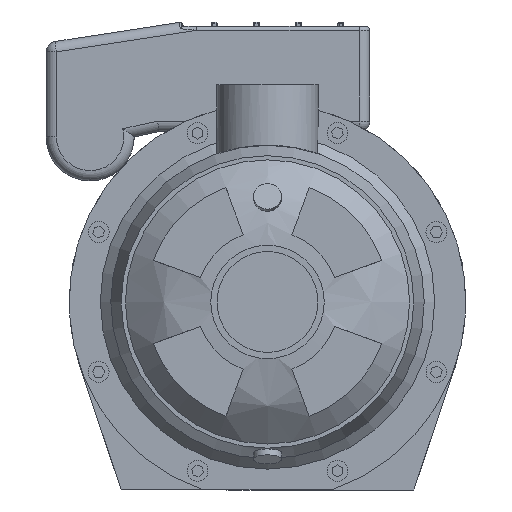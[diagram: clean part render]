
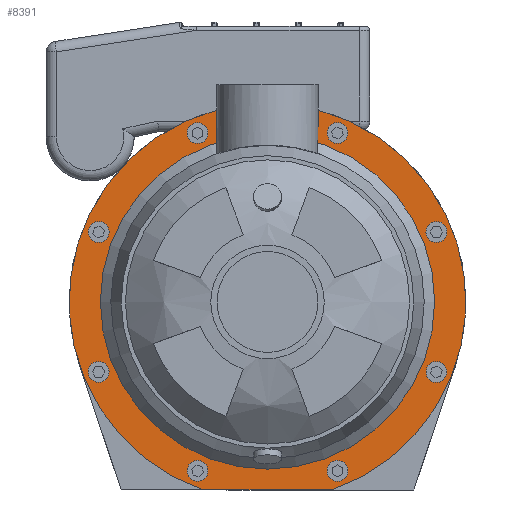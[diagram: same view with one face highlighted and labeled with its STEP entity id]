
A CAD part, left-side view. The second image highlights one B-rep face of the part: STEP entity #8391.
In plain terms, the highlighted planar face has unit normal (-1, 0, 0).
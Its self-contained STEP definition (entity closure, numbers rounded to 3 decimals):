
#211=FACE_BOUND('',#1442,.T.);
#212=FACE_BOUND('',#1443,.T.);
#213=FACE_BOUND('',#1444,.T.);
#214=FACE_BOUND('',#1445,.T.);
#215=FACE_BOUND('',#1446,.T.);
#216=FACE_BOUND('',#1447,.T.);
#217=FACE_BOUND('',#1448,.T.);
#218=FACE_BOUND('',#1449,.T.);
#219=FACE_BOUND('',#1450,.T.);
#246=CIRCLE('',#8867,5.);
#248=CIRCLE('',#8871,5.);
#250=CIRCLE('',#8875,5.);
#252=CIRCLE('',#8879,5.);
#254=CIRCLE('',#8883,5.);
#256=CIRCLE('',#8887,5.);
#258=CIRCLE('',#8891,5.);
#260=CIRCLE('',#8902,5.);
#293=CIRCLE('',#8968,80.);
#294=CIRCLE('',#8970,95.);
#894=FACE_OUTER_BOUND('',#1441,.T.);
#1441=EDGE_LOOP('',(#5860,#5861));
#1442=EDGE_LOOP('',(#5862));
#1443=EDGE_LOOP('',(#5863));
#1444=EDGE_LOOP('',(#5864));
#1445=EDGE_LOOP('',(#5865));
#1446=EDGE_LOOP('',(#5866));
#1447=EDGE_LOOP('',(#5867));
#1448=EDGE_LOOP('',(#5868));
#1449=EDGE_LOOP('',(#5869));
#1450=EDGE_LOOP('',(#5870));
#2034=LINE('',#12644,#2788);
#2788=VECTOR('',#10048,60.828);
#3483=VERTEX_POINT('',#12559);
#3485=VERTEX_POINT('',#12565);
#3487=VERTEX_POINT('',#12571);
#3489=VERTEX_POINT('',#12577);
#3491=VERTEX_POINT('',#12583);
#3493=VERTEX_POINT('',#12589);
#3495=VERTEX_POINT('',#12595);
#3509=VERTEX_POINT('',#12638);
#3510=VERTEX_POINT('',#12642);
#3511=VERTEX_POINT('',#12643);
#3553=VERTEX_POINT('',#13011);
#4335=EDGE_CURVE('',#3483,#3483,#246,.T.);
#4337=EDGE_CURVE('',#3485,#3485,#248,.T.);
#4339=EDGE_CURVE('',#3487,#3487,#250,.T.);
#4341=EDGE_CURVE('',#3489,#3489,#252,.T.);
#4343=EDGE_CURVE('',#3491,#3491,#254,.T.);
#4345=EDGE_CURVE('',#3493,#3493,#256,.T.);
#4347=EDGE_CURVE('',#3495,#3495,#258,.T.);
#4367=EDGE_CURVE('',#3509,#3509,#260,.T.);
#4368=EDGE_CURVE('',#3510,#3511,#2034,.T.);
#4424=EDGE_CURVE('',#3553,#3553,#293,.T.);
#4425=EDGE_CURVE('',#3510,#3511,#294,.T.);
#5860=ORIENTED_EDGE('',*,*,#4368,.T.);
#5861=ORIENTED_EDGE('',*,*,#4425,.F.);
#5862=ORIENTED_EDGE('',*,*,#4335,.T.);
#5863=ORIENTED_EDGE('',*,*,#4337,.T.);
#5864=ORIENTED_EDGE('',*,*,#4339,.T.);
#5865=ORIENTED_EDGE('',*,*,#4341,.T.);
#5866=ORIENTED_EDGE('',*,*,#4343,.T.);
#5867=ORIENTED_EDGE('',*,*,#4345,.T.);
#5868=ORIENTED_EDGE('',*,*,#4347,.T.);
#5869=ORIENTED_EDGE('',*,*,#4367,.T.);
#5870=ORIENTED_EDGE('',*,*,#4424,.T.);
#8045=PLANE('',#8969);
#8391=ADVANCED_FACE('',(#894,#211,#212,#213,#214,#215,#216,#217,#218,#219),
#8045,.T.);
#8867=AXIS2_PLACEMENT_3D('',#12560,#9954,#9955);
#8871=AXIS2_PLACEMENT_3D('',#12566,#9962,#9963);
#8875=AXIS2_PLACEMENT_3D('',#12572,#9970,#9971);
#8879=AXIS2_PLACEMENT_3D('',#12578,#9978,#9979);
#8883=AXIS2_PLACEMENT_3D('',#12584,#9986,#9987);
#8887=AXIS2_PLACEMENT_3D('',#12590,#9994,#9995);
#8891=AXIS2_PLACEMENT_3D('',#12596,#10002,#10003);
#8902=AXIS2_PLACEMENT_3D('',#12639,#10042,#10043);
#8968=AXIS2_PLACEMENT_3D('',#13012,#10194,#10195);
#8969=AXIS2_PLACEMENT_3D('',#13013,#10196,#10197);
#8970=AXIS2_PLACEMENT_3D('',#13014,#10198,#10199);
#9954=DIRECTION('center_axis',(1.,0.,0.));
#9955=DIRECTION('ref_axis',(0.,-0.707,-0.707));
#9962=DIRECTION('center_axis',(1.,0.,0.));
#9963=DIRECTION('ref_axis',(0.,-1.,0.));
#9970=DIRECTION('center_axis',(1.,0.,0.));
#9971=DIRECTION('ref_axis',(0.,-0.707,0.707));
#9978=DIRECTION('center_axis',(1.,0.,0.));
#9979=DIRECTION('ref_axis',(0.,0.,1.));
#9986=DIRECTION('center_axis',(1.,0.,0.));
#9987=DIRECTION('ref_axis',(0.,0.707,0.707));
#9994=DIRECTION('center_axis',(1.,0.,0.));
#9995=DIRECTION('ref_axis',(0.,1.,0.));
#10002=DIRECTION('center_axis',(1.,0.,0.));
#10003=DIRECTION('ref_axis',(0.,0.707,-0.707));
#10042=DIRECTION('center_axis',(1.,0.,0.));
#10043=DIRECTION('ref_axis',(0.,0.,-1.));
#10048=DIRECTION('',(0.,-1.,0.));
#10194=DIRECTION('center_axis',(1.,0.,0.));
#10195=DIRECTION('ref_axis',(0.,1.,0.));
#10196=DIRECTION('center_axis',(-1.,0.,0.));
#10197=DIRECTION('ref_axis',(0.,0.,1.));
#10198=DIRECTION('center_axis',(1.,0.,0.));
#10199=DIRECTION('ref_axis',(0.,1.,0.));
#12559=CARTESIAN_POINT('',(42.,84.375,127.02));
#12560=CARTESIAN_POINT('Origin',(42.,80.839,123.485));
#12565=CARTESIAN_POINT('',(42.,85.839,56.515));
#12566=CARTESIAN_POINT('Origin',(42.,80.839,56.515));
#12571=CARTESIAN_POINT('',(42.,37.02,5.625));
#12572=CARTESIAN_POINT('Origin',(42.,33.485,9.161));
#12577=CARTESIAN_POINT('',(42.,-33.485,4.161));
#12578=CARTESIAN_POINT('Origin',(42.,-33.485,9.161));
#12583=CARTESIAN_POINT('',(42.,-84.375,52.98));
#12584=CARTESIAN_POINT('Origin',(42.,-80.839,56.515));
#12589=CARTESIAN_POINT('',(42.,-85.839,123.485));
#12590=CARTESIAN_POINT('Origin',(42.,-80.839,123.485));
#12595=CARTESIAN_POINT('',(42.,-37.02,174.375));
#12596=CARTESIAN_POINT('Origin',(42.,-33.485,170.839));
#12638=CARTESIAN_POINT('',(42.,33.485,175.839));
#12639=CARTESIAN_POINT('Origin',(42.,33.485,170.839));
#12642=CARTESIAN_POINT('',(42.,30.414,0.));
#12643=CARTESIAN_POINT('',(42.,-30.414,0.));
#12644=CARTESIAN_POINT('',(42.,58.957,0.));
#13011=CARTESIAN_POINT('',(42.,80.,90.));
#13012=CARTESIAN_POINT('Origin',(42.,0.,90.));
#13013=CARTESIAN_POINT('Origin',(42.,87.5,90.));
#13014=CARTESIAN_POINT('Origin',(42.,0.,90.));
